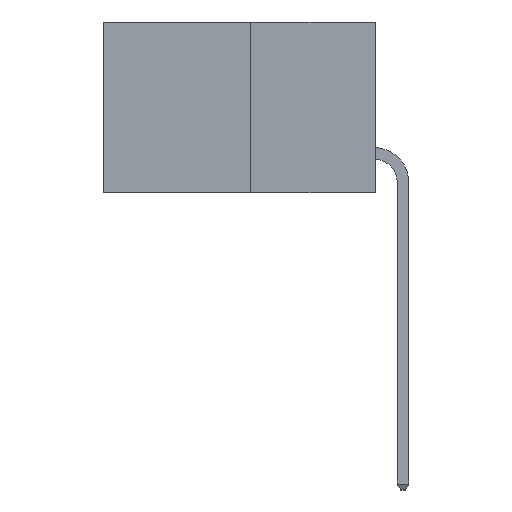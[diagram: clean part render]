
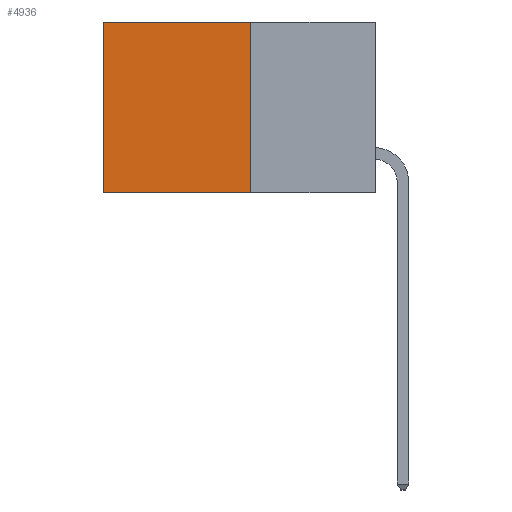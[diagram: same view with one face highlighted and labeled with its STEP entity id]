
A CAD part, left-side view. The second image highlights one B-rep face of the part: STEP entity #4936.
In plain terms, the highlighted planar face has unit normal (-1, 0, 0).
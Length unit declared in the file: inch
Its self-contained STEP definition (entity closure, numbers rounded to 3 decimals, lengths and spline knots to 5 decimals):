
#53 = DIRECTION ( 'NONE',  ( 0., 1., 0. ) ) ;
#77 = ORIENTED_EDGE ( 'NONE', *, *, #2216, .T. ) ;
#99 = CARTESIAN_POINT ( 'NONE',  ( 0.277, 0.27, 0. ) ) ;
#331 = ORIENTED_EDGE ( 'NONE', *, *, #7054, .F. ) ;
#768 = PLANE ( 'NONE',  #13210 ) ;
#1607 = CARTESIAN_POINT ( 'NONE',  ( 0.277, 0.27, -0.37 ) ) ;
#1672 = CARTESIAN_POINT ( 'NONE',  ( 0.277, 0.59, -0.37 ) ) ;
#1867 = DIRECTION ( 'NONE',  ( 0., 0., -1. ) ) ;
#2036 = VERTEX_POINT ( 'NONE', #3488 ) ;
#2216 = EDGE_CURVE ( 'NONE', #6975, #2036, #7587, .T. ) ;
#3488 = CARTESIAN_POINT ( 'NONE',  ( 0.277, 0.59, 0. ) ) ;
#3589 = EDGE_CURVE ( 'NONE', #2036, #8012, #5688, .T. ) ;
#3921 = CARTESIAN_POINT ( 'NONE',  ( 0.277, 0.27, -0.37 ) ) ;
#4249 = VERTEX_POINT ( 'NONE', #12418 ) ;
#4344 = CARTESIAN_POINT ( 'NONE',  ( 0.277, 0.27, -0.37 ) ) ;
#4385 = VECTOR ( 'NONE', #53, 39.37008 ) ;
#4642 = EDGE_LOOP ( 'NONE', ( #11973, #331, #12046, #77 ) ) ;
#4936 = ADVANCED_FACE ( 'NONE', ( #10623 ), #768, .F. ) ;
#5688 = LINE ( 'NONE', #11391, #13748 ) ;
#6535 = DIRECTION ( 'NONE',  ( 0., 1., 0. ) ) ;
#6761 = VECTOR ( 'NONE', #6535, 39.37008 ) ;
#6975 = VERTEX_POINT ( 'NONE', #12677 ) ;
#7054 = EDGE_CURVE ( 'NONE', #4249, #8012, #12321, .T. ) ;
#7587 = LINE ( 'NONE', #99, #4385 ) ;
#7869 = LINE ( 'NONE', #1607, #10688 ) ;
#8012 = VERTEX_POINT ( 'NONE', #1672 ) ;
#8285 = DIRECTION ( 'NONE',  ( 1., 0., 0. ) ) ;
#10623 = FACE_OUTER_BOUND ( 'NONE', #4642, .T. ) ;
#10688 = VECTOR ( 'NONE', #13266, 39.37008 ) ;
#10859 = EDGE_CURVE ( 'NONE', #6975, #4249, #7869, .T. ) ;
#11391 = CARTESIAN_POINT ( 'NONE',  ( 0.277, 0.59, -0.37 ) ) ;
#11556 = DIRECTION ( 'NONE',  ( 0., 0., -1. ) ) ;
#11973 = ORIENTED_EDGE ( 'NONE', *, *, #3589, .T. ) ;
#12046 = ORIENTED_EDGE ( 'NONE', *, *, #10859, .F. ) ;
#12321 = LINE ( 'NONE', #4344, #6761 ) ;
#12418 = CARTESIAN_POINT ( 'NONE',  ( 0.277, 0.27, -0.37 ) ) ;
#12677 = CARTESIAN_POINT ( 'NONE',  ( 0.277, 0.27, 0. ) ) ;
#13210 = AXIS2_PLACEMENT_3D ( 'NONE', #3921, #8285, #1867 ) ;
#13266 = DIRECTION ( 'NONE',  ( 0., 0., -1. ) ) ;
#13748 = VECTOR ( 'NONE', #11556, 39.37008 ) ;
